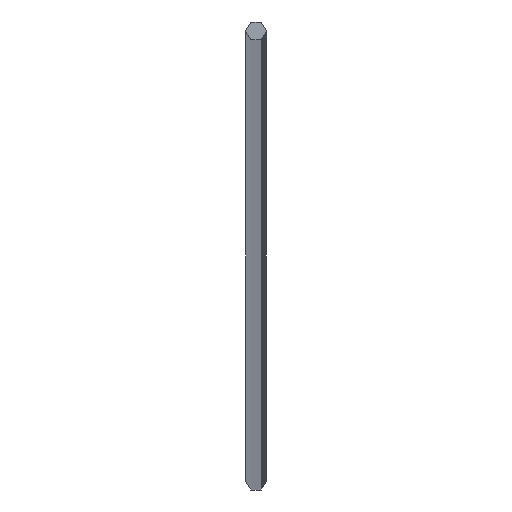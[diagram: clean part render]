
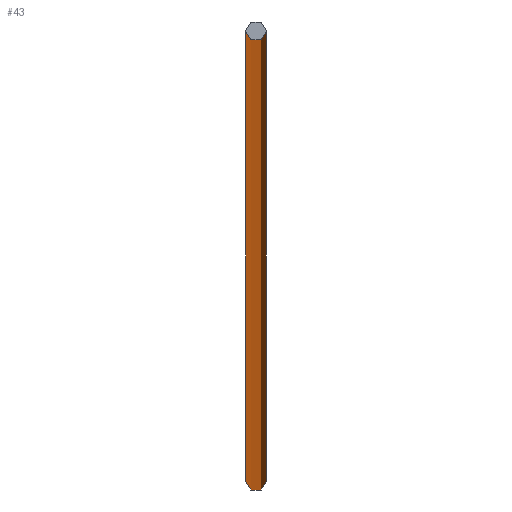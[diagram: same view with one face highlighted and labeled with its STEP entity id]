
A CAD part, top view. The second image highlights one B-rep face of the part: STEP entity #43.
In plain terms, the highlighted cylindrical face has radius 4 mm (diameter 8 mm), a partial arc.
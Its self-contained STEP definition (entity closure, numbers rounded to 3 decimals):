
#3 = ORIENTED_EDGE ( 'NONE', *, *, #28, .F. ) ;
#14 = VECTOR ( 'NONE', #161, 1000. ) ;
#16 = AXIS2_PLACEMENT_3D ( 'NONE', #88, #75, #51 ) ;
#25 = CARTESIAN_POINT ( 'NONE',  ( 4., 0., 0. ) ) ;
#28 = EDGE_CURVE ( 'NONE', #199, #59, #185, .T. ) ;
#30 = EDGE_CURVE ( 'NONE', #35, #199, #80, .T. ) ;
#35 = VERTEX_POINT ( 'NONE', #113 ) ;
#43 = ADVANCED_FACE ( 'NONE', ( #142 ), #94, .T. ) ;
#49 = EDGE_CURVE ( 'NONE', #35, #130, #123, .T. ) ;
#51 = DIRECTION ( 'NONE',  ( 1., 0., 0. ) ) ;
#55 = DIRECTION ( 'NONE',  ( -1., 0., 0. ) ) ;
#59 = VERTEX_POINT ( 'NONE', #25 ) ;
#75 = DIRECTION ( 'NONE',  ( 0., 0., 1. ) ) ;
#76 = ORIENTED_EDGE ( 'NONE', *, *, #30, .F. ) ;
#78 = EDGE_CURVE ( 'NONE', #130, #59, #182, .T. ) ;
#80 = CIRCLE ( 'NONE', #16, 4. ) ;
#87 = CARTESIAN_POINT ( 'NONE',  ( 0., 0., 100000. ) ) ;
#88 = CARTESIAN_POINT ( 'NONE',  ( 0., 0., 100000. ) ) ;
#89 = DIRECTION ( 'NONE',  ( 1., 0., 0. ) ) ;
#90 = AXIS2_PLACEMENT_3D ( 'NONE', #163, #179, #89 ) ;
#94 = CYLINDRICAL_SURFACE ( 'NONE', #193, 4. ) ;
#97 = CARTESIAN_POINT ( 'NONE',  ( -4., 0., 0. ) ) ;
#106 = ORIENTED_EDGE ( 'NONE', *, *, #49, .T. ) ;
#113 = CARTESIAN_POINT ( 'NONE',  ( -4., 0., 100000. ) ) ;
#123 = LINE ( 'NONE', #157, #198 ) ;
#127 = DIRECTION ( 'NONE',  ( 0., 0., -1. ) ) ;
#128 = ORIENTED_EDGE ( 'NONE', *, *, #78, .T. ) ;
#130 = VERTEX_POINT ( 'NONE', #97 ) ;
#142 = FACE_OUTER_BOUND ( 'NONE', #168, .T. ) ;
#157 = CARTESIAN_POINT ( 'NONE',  ( -4., 0., 100000. ) ) ;
#159 = CARTESIAN_POINT ( 'NONE',  ( 4., 0., 100000. ) ) ;
#161 = DIRECTION ( 'NONE',  ( 0., 0., -1. ) ) ;
#163 = CARTESIAN_POINT ( 'NONE',  ( 0., 0., 0. ) ) ;
#168 = EDGE_LOOP ( 'NONE', ( #3, #76, #106, #128 ) ) ;
#179 = DIRECTION ( 'NONE',  ( 0., 0., 1. ) ) ;
#182 = CIRCLE ( 'NONE', #90, 4. ) ;
#185 = LINE ( 'NONE', #159, #14 ) ;
#187 = CARTESIAN_POINT ( 'NONE',  ( 4., 0., 100000. ) ) ;
#193 = AXIS2_PLACEMENT_3D ( 'NONE', #87, #194, #55 ) ;
#194 = DIRECTION ( 'NONE',  ( 0., 0., -1. ) ) ;
#198 = VECTOR ( 'NONE', #127, 1000. ) ;
#199 = VERTEX_POINT ( 'NONE', #187 ) ;
